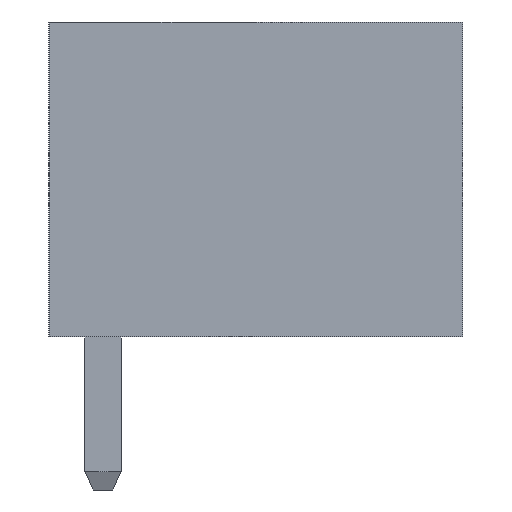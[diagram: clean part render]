
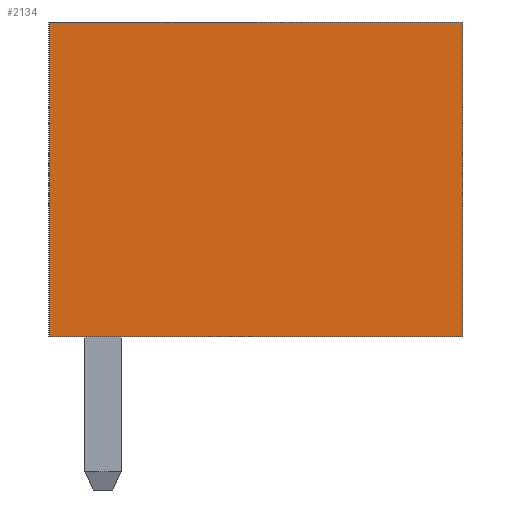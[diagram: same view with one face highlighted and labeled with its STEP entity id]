
A CAD part, left-side view. The second image highlights one B-rep face of the part: STEP entity #2134.
In plain terms, the highlighted planar face has unit normal (-1, 0, 0).
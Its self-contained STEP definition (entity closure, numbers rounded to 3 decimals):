
#39 = ORIENTED_EDGE ( 'NONE', *, *, #3809, .F. ) ;
#258 = CARTESIAN_POINT ( 'NONE',  ( -10.9, 9.2, 0. ) ) ;
#403 = DIRECTION ( 'NONE',  ( 0., 1., 0. ) ) ;
#822 = LINE ( 'NONE', #2766, #5693 ) ;
#899 = EDGE_CURVE ( 'NONE', #923, #3646, #3244, .T. ) ;
#923 = VERTEX_POINT ( 'NONE', #3752 ) ;
#1273 = AXIS2_PLACEMENT_3D ( 'NONE', #2824, #1912, #403 ) ;
#1299 = ORIENTED_EDGE ( 'NONE', *, *, #5848, .T. ) ;
#1335 = CARTESIAN_POINT ( 'NONE',  ( -10.9, 9.2, 7. ) ) ;
#1831 = VECTOR ( 'NONE', #4302, 1000. ) ;
#1912 = DIRECTION ( 'NONE',  ( 1., 0., 0. ) ) ;
#1992 = LINE ( 'NONE', #3911, #3440 ) ;
#2099 = VERTEX_POINT ( 'NONE', #1335 ) ;
#2134 = ADVANCED_FACE ( 'NONE', ( #3285 ), #4807, .F. ) ;
#2374 = CARTESIAN_POINT ( 'NONE',  ( -10.9, 0., 7. ) ) ;
#2413 = ORIENTED_EDGE ( 'NONE', *, *, #899, .T. ) ;
#2766 = CARTESIAN_POINT ( 'NONE',  ( -10.9, 9.2, 7. ) ) ;
#2824 = CARTESIAN_POINT ( 'NONE',  ( -10.9, 9.2, 7. ) ) ;
#3244 = LINE ( 'NONE', #258, #3508 ) ;
#3285 = FACE_OUTER_BOUND ( 'NONE', #4506, .T. ) ;
#3440 = VECTOR ( 'NONE', #3948, 1000. ) ;
#3508 = VECTOR ( 'NONE', #4589, 1000. ) ;
#3646 = VERTEX_POINT ( 'NONE', #4889 ) ;
#3713 = ORIENTED_EDGE ( 'NONE', *, *, #5711, .F. ) ;
#3752 = CARTESIAN_POINT ( 'NONE',  ( -10.9, 9.2, 0. ) ) ;
#3809 = EDGE_CURVE ( 'NONE', #2099, #5038, #1992, .T. ) ;
#3911 = CARTESIAN_POINT ( 'NONE',  ( -10.9, 9.2, 7. ) ) ;
#3948 = DIRECTION ( 'NONE',  ( 0., -1., 0. ) ) ;
#4302 = DIRECTION ( 'NONE',  ( 0., 0., -1. ) ) ;
#4506 = EDGE_LOOP ( 'NONE', ( #2413, #3713, #39, #1299 ) ) ;
#4589 = DIRECTION ( 'NONE',  ( 0., -1., 0. ) ) ;
#4807 = PLANE ( 'NONE',  #1273 ) ;
#4889 = CARTESIAN_POINT ( 'NONE',  ( -10.9, 0., 0. ) ) ;
#5038 = VERTEX_POINT ( 'NONE', #5435 ) ;
#5395 = LINE ( 'NONE', #2374, #1831 ) ;
#5435 = CARTESIAN_POINT ( 'NONE',  ( -10.9, 0., 7. ) ) ;
#5693 = VECTOR ( 'NONE', #5700, 1000. ) ;
#5700 = DIRECTION ( 'NONE',  ( 0., 0., -1. ) ) ;
#5711 = EDGE_CURVE ( 'NONE', #5038, #3646, #5395, .T. ) ;
#5848 = EDGE_CURVE ( 'NONE', #2099, #923, #822, .T. ) ;
